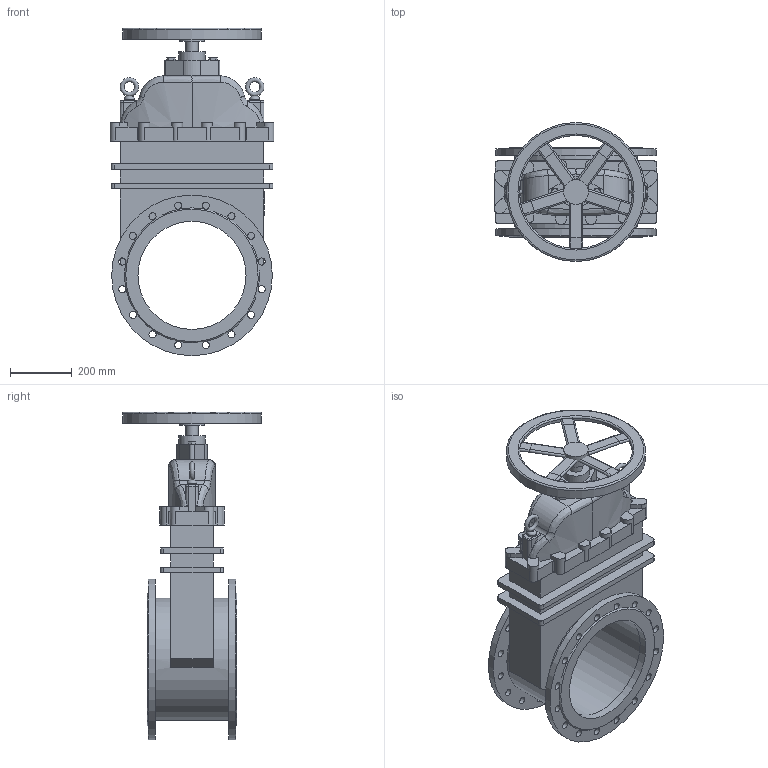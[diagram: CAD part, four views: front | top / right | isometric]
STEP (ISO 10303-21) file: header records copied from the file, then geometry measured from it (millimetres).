
FILE_DESCRIPTION(('STEP AP203'), '1');
FILE_NAME('3D_100-350-10', '', ('UNSPECIFIED'), ('UNSPECIFIED'), 'C3D Converter', 'C3D Toolkit', '');
FILE_SCHEMA(('CONFIG_CONTROL_DESIGN'));
Length unit declared in the file: millimetre
Bounding box: 530 x 450 x 1060 mm (x, y, z)
Volume: 48325048 mm3; surface area: 2472730.6 mm2
Topology: 30 solids, 30 shells, 3743 faces, 11115 edges, 7409 vertices
Faces by surface type: plane 3587, cylinder 121, bspline 20, torus 11, cone 4
Full cylindrical faces by diameter (mm): 23 x32, 32 x2, 40 x1, 80 x1, 85 x1, 350 x3, 366 x1, 380 x1, 396 x1, 430 x1, 450 x1, 520 x2
Entity records: 170480 total; most frequent: CARTESIAN_POINT 40044, ORIENTED_EDGE 22108, DIRECTION 18711, EDGE_CURVE 11054, LINE 10539, VECTOR 10539, VERTEX_POINT 7407, AXIS2_PLACEMENT_3D 4086
